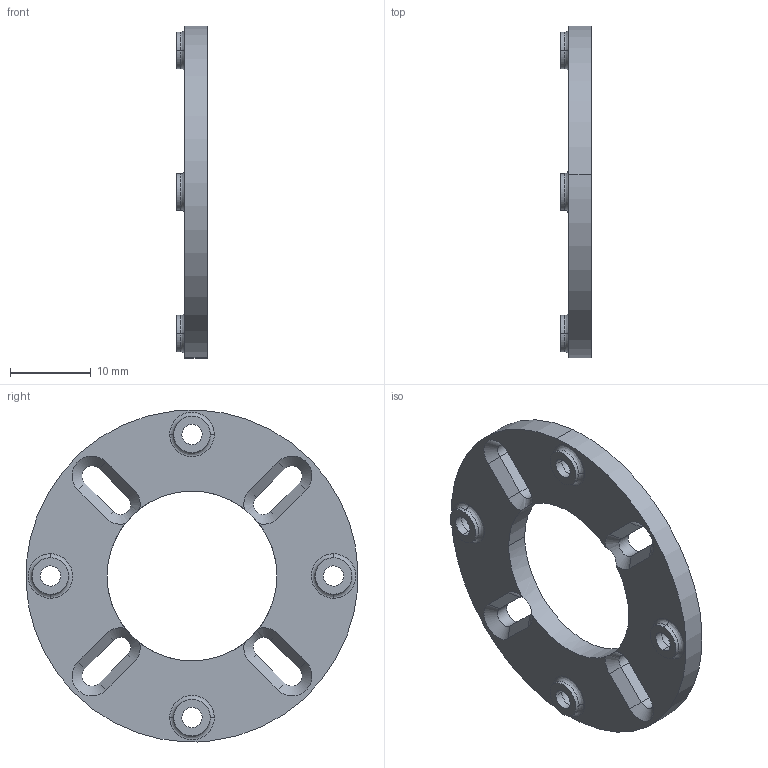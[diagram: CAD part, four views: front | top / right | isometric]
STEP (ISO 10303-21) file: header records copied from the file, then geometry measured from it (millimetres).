
FILE_DESCRIPTION(/* description */ (''),/* implementation_level */ '2;1');
FILE_NAME(/* name */ 'gimbal_bracket',/* time_stamp */ '2023-07-02T12:15:52+03:00',/* author */ (''),/* organization */ (''),/* preprocessor_version */ 'ST-DEVELOPER v16.5',/* originating_system */ 'Rhino 7.28',/* authorisation */ '');
FILE_SCHEMA (('CONFIG_CONTROL_DESIGN'));
Length unit declared in the file: millimetre
Products named in the file (1): Document
Bounding box: 3.8 x 41 x 41.04 mm (x, y, z)
Volume: 2476.1 mm3; surface area: 2638.4 mm2
Topology: 1 solids, 1 shells, 74 faces, 184 edges, 112 vertices
Faces by surface type: cylinder 36, plane 22, bspline 16
Entity records: 2256 total; most frequent: CARTESIAN_POINT 1032, ORIENTED_EDGE 368, EDGE_CURVE 184, VERTEX_POINT 112, EDGE_LOOP 92, ADVANCED_FACE 74, FACE_OUTER_BOUND 74, DIRECTION 62
